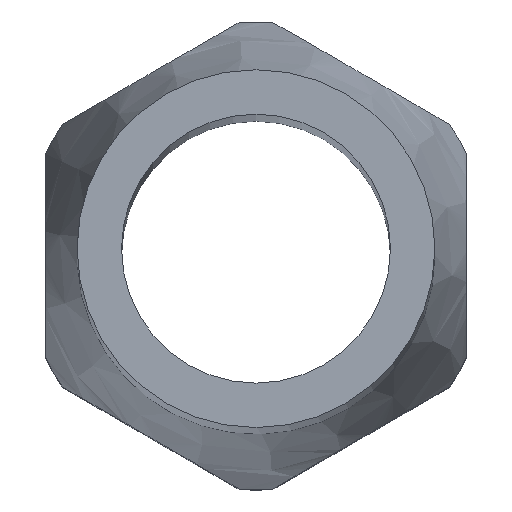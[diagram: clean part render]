
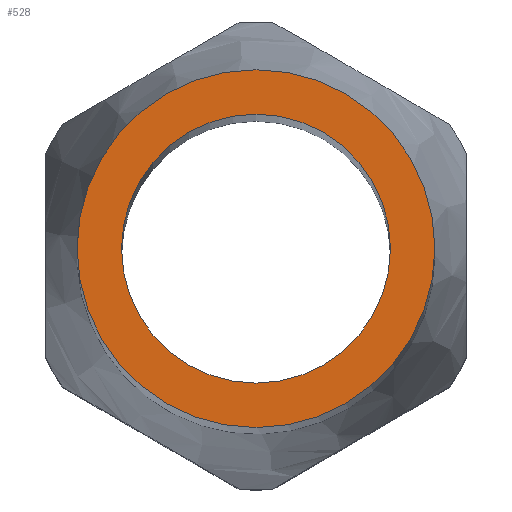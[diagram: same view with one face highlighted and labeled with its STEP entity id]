
A CAD part, top view. The second image highlights one B-rep face of the part: STEP entity #528.
In plain terms, the highlighted planar face has unit normal (0, 0, 1).
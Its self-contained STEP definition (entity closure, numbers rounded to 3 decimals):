
#127=ORIENTED_EDGE('',*,*,#195,.T.);
#128=ORIENTED_EDGE('',*,*,#196,.F.);
#195=EDGE_CURVE('',#230,#230,#253,.T.);
#196=EDGE_CURVE('',#231,#231,#254,.T.);
#230=VERTEX_POINT('',#898);
#231=VERTEX_POINT('',#901);
#253=CIRCLE('',#572,11.475);
#254=CIRCLE('',#574,8.625);
#279=EDGE_LOOP('',(#127));
#280=EDGE_LOOP('',(#128));
#315=FACE_BOUND('',#279,.T.);
#316=FACE_BOUND('',#280,.T.);
#340=PLANE('',#573);
#528=ADVANCED_FACE('',(#315,#316),#340,.F.);
#572=AXIS2_PLACEMENT_3D('',#897,#663,#664);
#573=AXIS2_PLACEMENT_3D('',#899,#665,#666);
#574=AXIS2_PLACEMENT_3D('',#900,#667,#668);
#663=DIRECTION('',(0.,0.,1.));
#664=DIRECTION('',(1.,0.,0.));
#665=DIRECTION('',(0.,0.,-1.));
#666=DIRECTION('',(-1.,0.,0.));
#667=DIRECTION('',(0.,0.,1.));
#668=DIRECTION('',(1.,0.,0.));
#897=CARTESIAN_POINT('',(0.,0.,280.5));
#898=CARTESIAN_POINT('',(11.475,0.,280.5));
#899=CARTESIAN_POINT('',(11.475,0.,280.5));
#900=CARTESIAN_POINT('',(0.,0.,280.5));
#901=CARTESIAN_POINT('',(8.625,0.,280.5));
